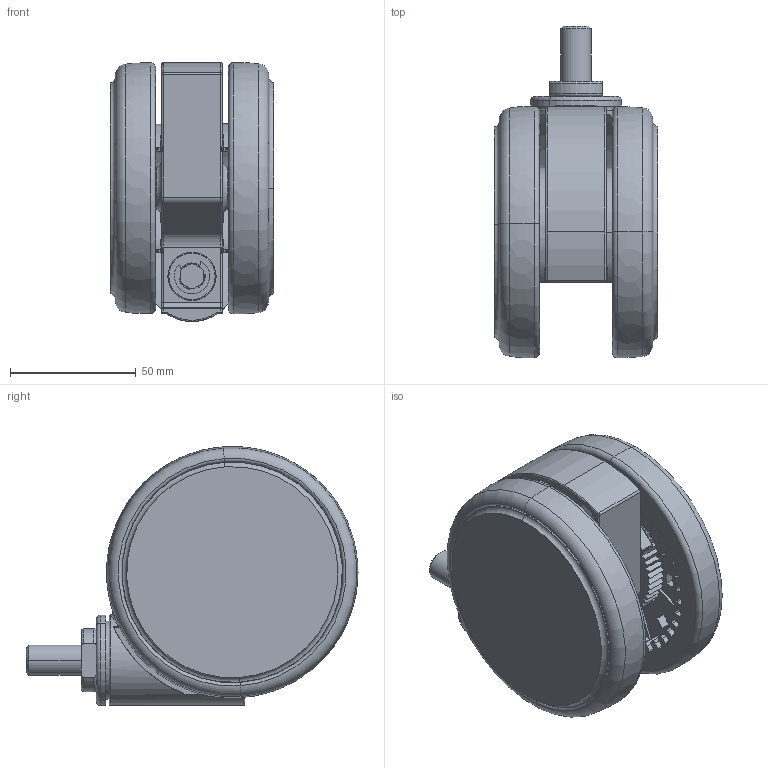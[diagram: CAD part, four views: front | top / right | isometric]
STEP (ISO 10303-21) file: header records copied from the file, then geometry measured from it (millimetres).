
FILE_DESCRIPTION (( 'STEP AP214' ), '1' );
FILE_NAME ('TCA-FZW100N12.STEP', '2016-08-05T04:52:40', ( '' ), ( '' ), 'SwSTEP 2.0', 'SolidWorks 2015', '' );
FILE_SCHEMA (( 'AUTOMOTIVE_DESIGN' ));
Length unit declared in the file: millimetre
Products named in the file (2): caster; TCA-FZW100N12
Assembly tree (1 placements, depth 2):
  TCA-FZW100N12
    caster
Bounding box: 65.2 x 132 x 103 mm (x, y, z)
Volume: 296745.8 mm3; surface area: 122892.8 mm2
Topology: 1 solids, 6 shells, 2344 faces, 6431 edges, 4007 vertices
Faces by surface type: cylinder 1084, plane 792, torus 299, sphere 76, bspline 71, cone 22
Entity records: 77186 total; most frequent: CARTESIAN_POINT 16665, DIRECTION 13469, ORIENTED_EDGE 12594, EDGE_CURVE 6297, AXIS2_PLACEMENT_3D 5117, VERTEX_POINT 3979, VECTOR 3235, LINE 3235
